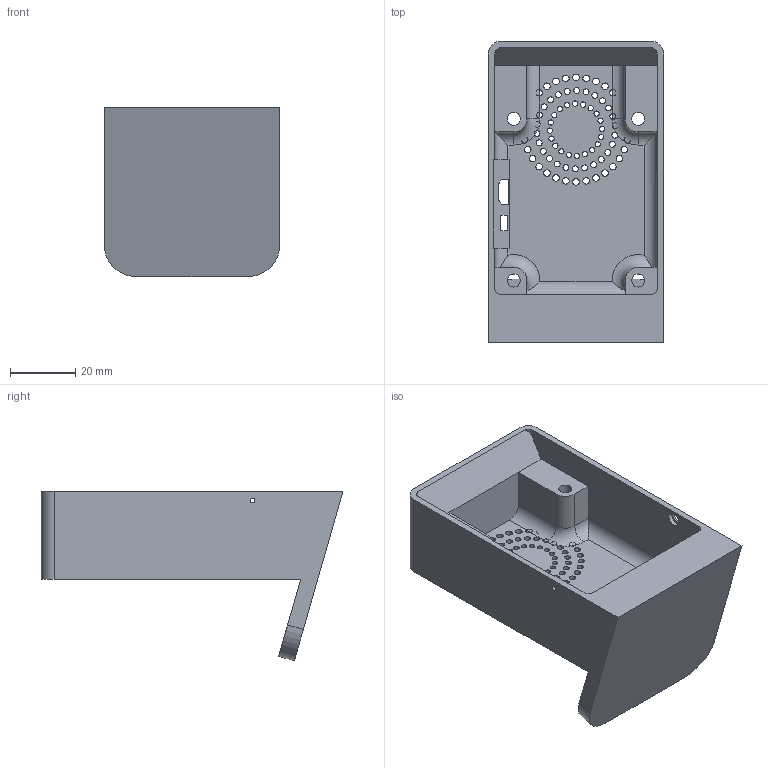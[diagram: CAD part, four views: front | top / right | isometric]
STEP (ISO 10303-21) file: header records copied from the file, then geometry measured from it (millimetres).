
FILE_DESCRIPTION(/* description */ (''),/* implementation_level */ '2;1');
FILE_NAME(/* name */ 'Pithy Pixel Plus Straight Stand.step',/* time_stamp */ '2021-06-19T22:51:18+01:00',/* author */ (''),/* organization */ (''),/* preprocessor_version */ 'ST-DEVELOPER v18.1',/* originating_system */ 'Autodesk Translation Framework v10.9.0.1377',/* authorisation */ '');
FILE_SCHEMA (('AUTOMOTIVE_DESIGN { 1 0 10303 214 3 1 1 }'));
Length unit declared in the file: millimetre
Products named in the file (1): Pithy Pixel Plus Straight Stand
Bounding box: 53.72 x 92.48 x 51.91 mm (x, y, z)
Volume: 53010.8 mm3; surface area: 27131.2 mm2
Topology: 1 solids, 1 shells, 184 faces, 520 edges, 336 vertices
Faces by surface type: cylinder 115, plane 61, torus 4, cone 4
Full cylindrical faces by diameter (mm): 1.4 x1, 1.6 x20, 1.8 x26, 2 x30, 3.3 x1, 4 x4, 4.2 x1, 6 x4
Entity records: 6447 total; most frequent: DIRECTION 1155, CARTESIAN_POINT 1091, ORIENTED_EDGE 1040, EDGE_CURVE 520, AXIS2_PLACEMENT_3D 458, EDGE_LOOP 338, VERTEX_POINT 336, CIRCLE 269
